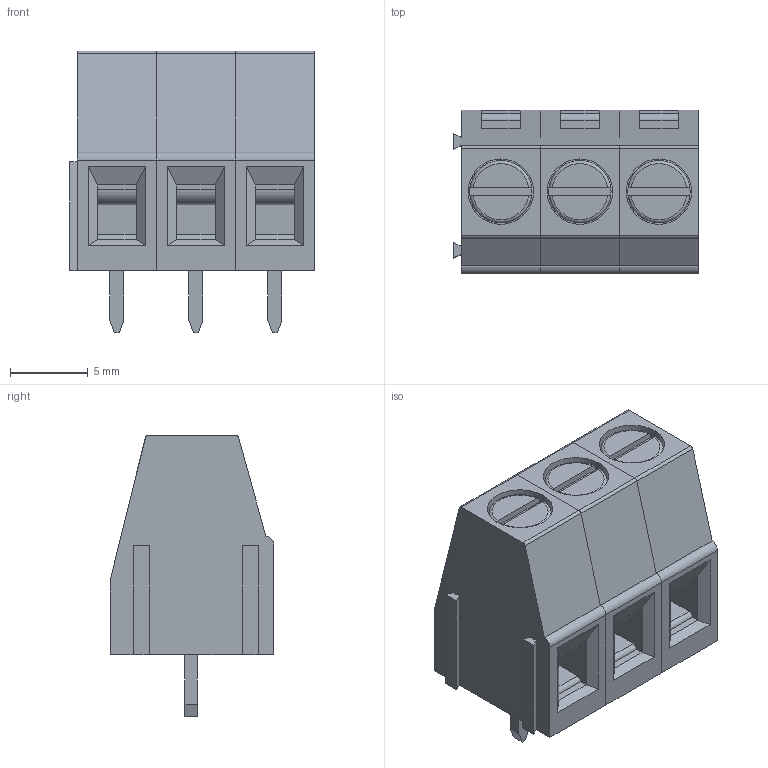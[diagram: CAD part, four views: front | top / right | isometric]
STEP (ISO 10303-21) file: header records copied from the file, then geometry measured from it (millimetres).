
FILE_DESCRIPTION (( 'STEP AP214' ), '1' );
FILE_NAME ('CONN-TH_3P_L15.3-W10.2-P5.08.step', '2022-08-08T02:32:47', ( '' ), ( '' ), 'SwSTEP 2.0', 'SolidWorks 2020', '' );
FILE_SCHEMA (( 'AUTOMOTIVE_DESIGN' ));
Length unit declared in the file: millimetre
Products named in the file (1): CONN-TH_3P_L15.3-W10.2-P5.08
Bounding box: 15.74 x 10.5 x 18.1 mm (x, y, z)
Volume: 1826.9 mm3; surface area: 1934.9 mm2
Topology: 19 solids, 19 shells, 633 faces, 1668 edges, 1106 vertices
Faces by surface type: plane 457, bspline 140, cylinder 30, torus 6
Entity records: 29107 total; most frequent: CARTESIAN_POINT 7168, ORIENTED_EDGE 3336, DIRECTION 2438, EDGE_CURVE 1668, VECTOR 1294, LINE 1294, VERTEX_POINT 1106, EDGE_LOOP 678
